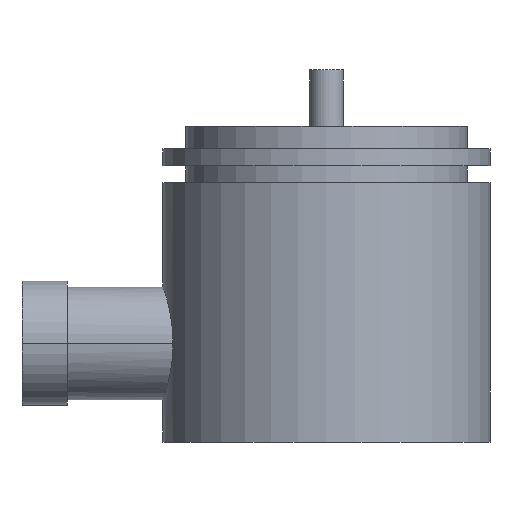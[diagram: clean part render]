
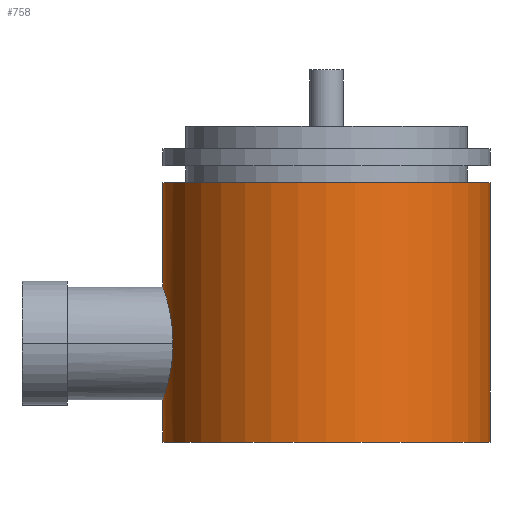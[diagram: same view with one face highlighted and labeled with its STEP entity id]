
A CAD part, front view. The second image highlights one B-rep face of the part: STEP entity #758.
In plain terms, the highlighted cylindrical face has radius 29 mm (diameter 58 mm), a partial arc.
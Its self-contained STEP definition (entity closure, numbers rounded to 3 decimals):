
#13=CARTESIAN_POINT('',(0.,0.,-23.));
#14=DIRECTION('',(0.,0.,1.));
#15=DIRECTION('',(-1.,0.,0.));
#16=AXIS2_PLACEMENT_3D('',#13,#14,#15);
#32=CARTESIAN_POINT('',(-29.,0.,-15.5));
#37=DIRECTION('',(0.,0.,1.));
#38=VECTOR('',#37,46.);
#39=CARTESIAN_POINT('',(29.,0.,-23.));
#40=LINE('',#39,#38);
#44=CARTESIAN_POINT('',(-29.,0.,4.5));
#136=CARTESIAN_POINT('',(-29.,0.,-15.5));
#137=CARTESIAN_POINT('',(-29.,-0.571,-15.5));
#138=CARTESIAN_POINT('',(-28.967,-1.704,
-15.404));
#139=CARTESIAN_POINT('',(-28.816,-3.4,
-14.958));
#140=CARTESIAN_POINT('',(-28.582,-4.989,
-14.227));
#141=CARTESIAN_POINT('',(-28.283,-6.459,
-13.203));
#142=CARTESIAN_POINT('',(-27.965,-7.707,
-11.953));
#143=CARTESIAN_POINT('',(-27.66,-8.729,
-10.485));
#144=CARTESIAN_POINT('',(-27.415,-9.461,
-8.893));
#145=CARTESIAN_POINT('',(-27.256,-9.907,
-7.189));
#146=CARTESIAN_POINT('',(-27.221,-10.,-6.066));
#147=CARTESIAN_POINT('',(-27.221,-10.,-5.5));
#152=CARTESIAN_POINT('',(-27.221,-10.,-5.5));
#153=CARTESIAN_POINT('',(-27.221,-10.,-4.934));
#154=CARTESIAN_POINT('',(-27.256,-9.907,
-3.81));
#155=CARTESIAN_POINT('',(-27.416,-9.461,
-2.106));
#156=CARTESIAN_POINT('',(-27.66,-8.728,
-0.514));
#157=CARTESIAN_POINT('',(-27.965,-7.707,
0.954));
#158=CARTESIAN_POINT('',(-28.283,-6.459,2.203));
#159=CARTESIAN_POINT('',(-28.582,-4.988,3.227));
#160=CARTESIAN_POINT('',(-28.816,-3.399,3.959));
#161=CARTESIAN_POINT('',(-28.967,-1.703,4.404));
#162=CARTESIAN_POINT('',(-29.,-0.571,4.5));
#163=CARTESIAN_POINT('',(-29.,0.,4.5));
#168=DIRECTION('',(0.,0.,1.));
#169=VECTOR('',#168,18.5);
#170=CARTESIAN_POINT('',(-29.,0.,4.5));
#171=LINE('',#170,#169);
#175=DIRECTION('',(0.,0.,1.));
#176=VECTOR('',#175,7.5);
#177=CARTESIAN_POINT('',(-29.,0.,-23.));
#178=LINE('',#177,#176);
#190=CARTESIAN_POINT('',(0.,0.,23.));
#191=DIRECTION('',(0.,0.,1.));
#192=DIRECTION('',(-1.,0.,0.));
#193=AXIS2_PLACEMENT_3D('',#190,#191,#192);
#520=CARTESIAN_POINT('',(29.,0.,-23.));
#521=CARTESIAN_POINT('',(-29.,0.,-23.));
#522=VERTEX_POINT('',#520);
#523=VERTEX_POINT('',#521);
#524=CARTESIAN_POINT('',(29.,0.,23.));
#525=CARTESIAN_POINT('',(-29.,0.,23.));
#526=VERTEX_POINT('',#524);
#527=VERTEX_POINT('',#525);
#561=VERTEX_POINT('',#32);
#562=VERTEX_POINT('',#44);
#563=VERTEX_POINT('',#147);
#743=CARTESIAN_POINT('',(0.,0.,-23.));
#744=DIRECTION('',(0.,0.,1.));
#745=DIRECTION('',(1.,0.,0.));
#746=AXIS2_PLACEMENT_3D('',#743,#744,#745);
#747=CYLINDRICAL_SURFACE('',#746,29.);
#748=ORIENTED_EDGE('',*,*,#666,.T.);
#749=ORIENTED_EDGE('',*,*,#737,.T.);
#750=ORIENTED_EDGE('',*,*,#638,.T.);
#752=ORIENTED_EDGE('',*,*,#751,.T.);
#753=ORIENTED_EDGE('',*,*,#634,.F.);
#754=ORIENTED_EDGE('',*,*,#607,.F.);
#755=ORIENTED_EDGE('',*,*,#631,.T.);
#756=EDGE_LOOP('',(#748,#749,#750,#752,#753,#754,#755));
#757=FACE_OUTER_BOUND('',#756,.F.);
#17=CIRCLE('',#16,29.);
#148=B_SPLINE_CURVE_WITH_KNOTS('',3,(#136,#137,#138,#139,#140,#141,#142,#143,
#144,#145,#146,#147),.UNSPECIFIED.,.F.,.F.,(4,1,1,1,1,1,1,1,1,4),(0.,
0.111,0.222,0.333,0.444,
0.556,0.667,0.778,0.889,1.),
.UNSPECIFIED.);
#164=B_SPLINE_CURVE_WITH_KNOTS('',3,(#152,#153,#154,#155,#156,#157,#158,#159,
#160,#161,#162,#163),.UNSPECIFIED.,.F.,.F.,(4,1,1,1,1,1,1,1,1,4),(0.,
0.111,0.222,0.333,0.444,
0.556,0.667,0.778,0.889,1.),
.UNSPECIFIED.);
#194=CIRCLE('',#193,29.);
#607=EDGE_CURVE('',#523,#522,#17,.T.);
#631=EDGE_CURVE('',#523,#561,#178,.T.);
#634=EDGE_CURVE('',#522,#526,#40,.T.);
#638=EDGE_CURVE('',#562,#527,#171,.T.);
#666=EDGE_CURVE('',#561,#563,#148,.T.);
#737=EDGE_CURVE('',#563,#562,#164,.T.);
#751=EDGE_CURVE('',#527,#526,#194,.T.);
#758=ADVANCED_FACE('',(#757),#747,.T.);
